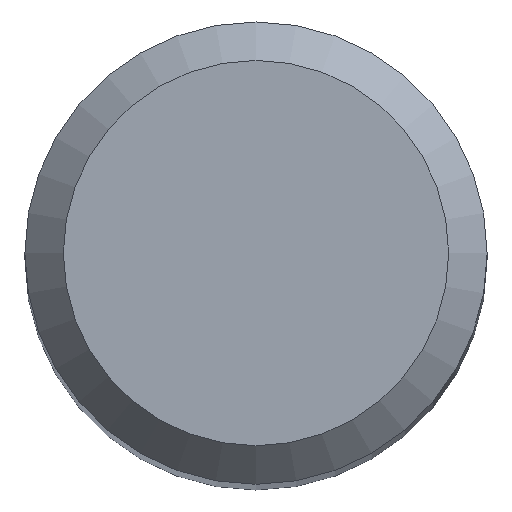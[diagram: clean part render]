
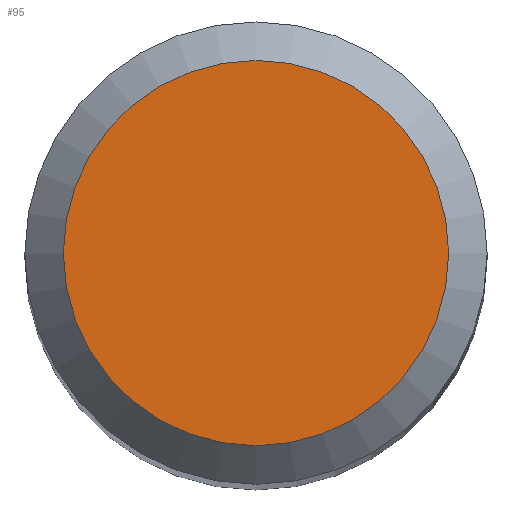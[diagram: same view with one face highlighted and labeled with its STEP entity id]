
A CAD part, top view. The second image highlights one B-rep face of the part: STEP entity #95.
In plain terms, the highlighted planar face has unit normal (0, 0, 1).
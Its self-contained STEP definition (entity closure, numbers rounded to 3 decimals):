
#30 = AXIS2_PLACEMENT_3D ( 'NONE', #157, #197, #54 ) ;
#39 = DIRECTION ( 'NONE',  ( 0., 0., -1. ) ) ;
#54 = DIRECTION ( 'NONE',  ( 0., 1., 0. ) ) ;
#67 = EDGE_CURVE ( 'NONE', #118, #118, #97, .T. ) ;
#85 = PLANE ( 'NONE',  #224 ) ;
#95 = ADVANCED_FACE ( 'NONE', ( #205 ), #85, .F. ) ;
#97 = CIRCLE ( 'NONE', #30, 2.5 ) ;
#118 = VERTEX_POINT ( 'NONE', #207 ) ;
#124 = EDGE_LOOP ( 'NONE', ( #154 ) ) ;
#154 = ORIENTED_EDGE ( 'NONE', *, *, #67, .F. ) ;
#157 = CARTESIAN_POINT ( 'NONE',  ( 0., 0., 55. ) ) ;
#166 = DIRECTION ( 'NONE',  ( 0., 1., 0. ) ) ;
#197 = DIRECTION ( 'NONE',  ( 0., 0., -1. ) ) ;
#205 = FACE_OUTER_BOUND ( 'NONE', #124, .T. ) ;
#207 = CARTESIAN_POINT ( 'NONE',  ( 0., 2.5, 55. ) ) ;
#224 = AXIS2_PLACEMENT_3D ( 'NONE', #235, #39, #166 ) ;
#235 = CARTESIAN_POINT ( 'NONE',  ( 0., 0., 55. ) ) ;
